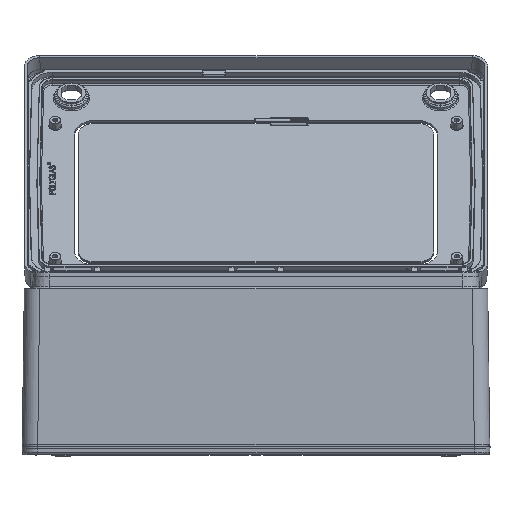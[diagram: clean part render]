
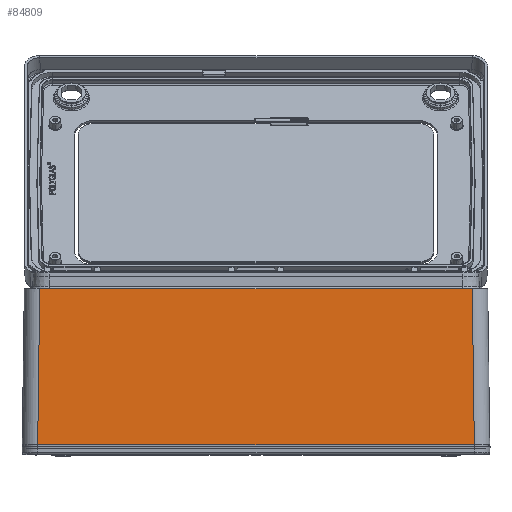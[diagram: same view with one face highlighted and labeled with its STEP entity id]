
A CAD part, top view. The second image highlights one B-rep face of the part: STEP entity #84809.
In plain terms, the highlighted planar face has unit normal (0, 0.013, 1).
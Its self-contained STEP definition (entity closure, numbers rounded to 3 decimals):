
#80637 = VERTEX_POINT ( 'NONE', #142354 ) ;
#83949 = VERTEX_POINT ( 'NONE', #146798 ) ;
#83954 = EDGE_CURVE ( 'NONE', #83956, #83949, #146800, .T. ) ;
#83956 = VERTEX_POINT ( 'NONE', #146828 ) ;
#84634 = EDGE_CURVE ( 'NONE', #84635, #83956, #147448, .T. ) ;
#84635 = VERTEX_POINT ( 'NONE', #147444 ) ;
#84670 = EDGE_CURVE ( 'NONE', #83949, #80637, #147519, .T. ) ;
#84809 = ADVANCED_FACE ( 'NONE', ( #147608 ), #147606, .T. ) ;
#84812 = EDGE_LOOP ( 'NONE', ( #84814, #84815, #153900, #153758 ) ) ;
#84814 = ORIENTED_EDGE ( 'NONE', *, *, #84670, .T. ) ;
#84815 = ORIENTED_EDGE ( 'NONE', *, *, #84816, .T. ) ;
#84816 = EDGE_CURVE ( 'NONE', #80637, #84635, #147607, .T. ) ;
#142354 = CARTESIAN_POINT ( 'NONE',  ( 280.035, 202.007, 200.034 ) ) ;
#146795 = DIRECTION ( 'NONE',  ( 1., 0., 0. ) ) ;
#146796 = VECTOR ( 'NONE', #146795, 1000. ) ;
#146797 = CARTESIAN_POINT ( 'NONE',  ( -302.75, 0., 202.678 ) ) ;
#146798 = CARTESIAN_POINT ( 'NONE',  ( 282.68, 0., 202.678 ) ) ;
#146800 = LINE ( 'NONE', #146797, #146796 ) ;
#146828 = CARTESIAN_POINT ( 'NONE',  ( -282.68, 0., 202.678 ) ) ;
#147444 = CARTESIAN_POINT ( 'NONE',  ( -280.035, 202.007, 200.034 ) ) ;
#147445 = DIRECTION ( 'NONE',  ( -0.013, -1., 0.013 ) ) ;
#147446 = VECTOR ( 'NONE', #147445, 1000. ) ;
#147447 = CARTESIAN_POINT ( 'NONE',  ( -282.755, -5.762, 202.753 ) ) ;
#147448 = LINE ( 'NONE', #147447, #147446 ) ;
#147516 = DIRECTION ( 'NONE',  ( -0.013, 1., -0.013 ) ) ;
#147517 = VECTOR ( 'NONE', #147516, 1000. ) ;
#147518 = CARTESIAN_POINT ( 'NONE',  ( 282.651, 2.162, 202.65 ) ) ;
#147519 = LINE ( 'NONE', #147518, #147517 ) ;
#147599 = DIRECTION ( 'NONE',  ( -1., 0., 0. ) ) ;
#147600 = VECTOR ( 'NONE', #147599, 1000. ) ;
#147601 = CARTESIAN_POINT ( 'NONE',  ( -280.029, 202.007, 200.034 ) ) ;
#147602 = DIRECTION ( 'NONE',  ( 0., -1., 0.013 ) ) ;
#147603 = DIRECTION ( 'NONE',  ( 0., 0.013, 1. ) ) ;
#147604 = CARTESIAN_POINT ( 'NONE',  ( -302.75, -5.5, 202.75 ) ) ;
#147605 = AXIS2_PLACEMENT_3D ( 'NONE', #147604, #147603, #147602 ) ;
#147606 = PLANE ( 'NONE',  #147605 ) ;
#147607 = LINE ( 'NONE', #147601, #147600 ) ;
#147608 = FACE_OUTER_BOUND ( 'NONE', #84812, .T. ) ;
#153758 = ORIENTED_EDGE ( 'NONE', *, *, #83954, .T. ) ;
#153900 = ORIENTED_EDGE ( 'NONE', *, *, #84634, .T. ) ;
